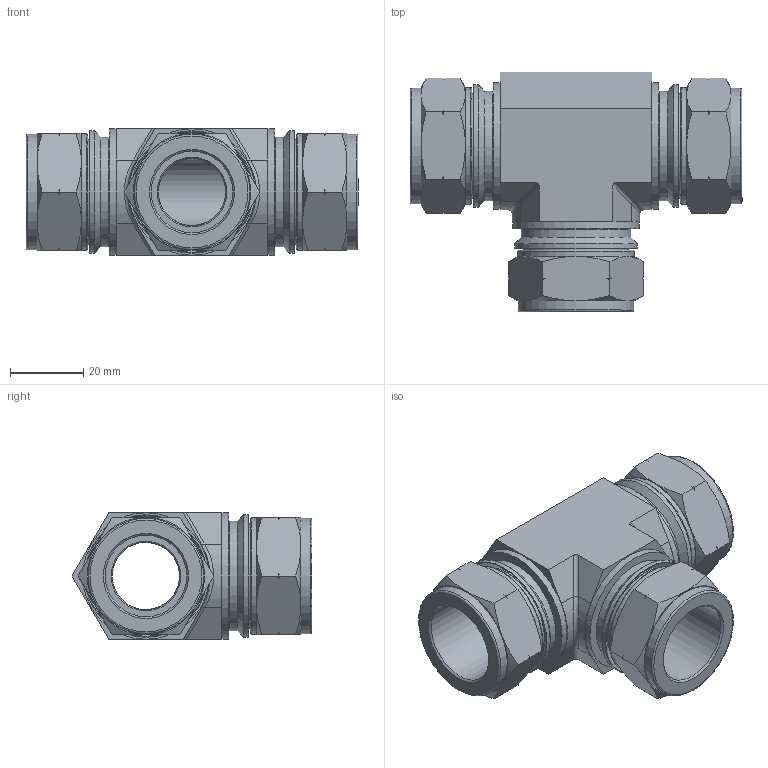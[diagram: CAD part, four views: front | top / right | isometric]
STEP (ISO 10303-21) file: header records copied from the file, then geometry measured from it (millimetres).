
FILE_DESCRIPTION(/* description */ (''),/* implementation_level */ '2;1');
FILE_NAME(/* name */ 'SUTI-22M.stp',/* time_stamp */ '2022-07-11T11:03:47+09:00',/* author */ ('user'),/* organization */ (''),/* preprocessor_version */ 'ST-DEVELOPER v18.1',/* originating_system */ 'Autodesk Inventor 2022',/* authorisation */ '');
FILE_SCHEMA (('AUTOMOTIVE_DESIGN { 1 0 10303 214 3 1 1 }'));
Length unit declared in the file: millimetre
Products named in the file (1): SUT-22M
Bounding box: 90.54 x 65.42 x 34.9 mm (x, y, z)
Volume: 65892.4 mm3; surface area: 27460.7 mm2
Topology: 1 solids, 1 shells, 195 faces, 441 edges, 271 vertices
Faces by surface type: cone 93, plane 57, cylinder 37, torus 6, bspline 2
Full cylindrical faces by diameter (mm): 18.3 x2, 22.2 x3, 26.8 x3, 27.2 x3, 28.58 x3, 29.9 x3, 31.5 x3, 31.7 x3, 33.4 x3, 34.5 x3
Entity records: 5365 total; most frequent: CARTESIAN_POINT 1254, ORIENTED_EDGE 882, DIRECTION 850, EDGE_CURVE 441, AXIS2_PLACEMENT_3D 359, VERTEX_POINT 271, EDGE_LOOP 222, FACE_OUTER_BOUND 195
